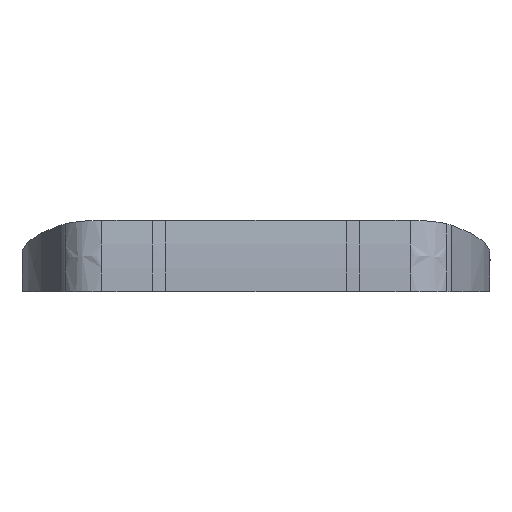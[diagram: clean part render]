
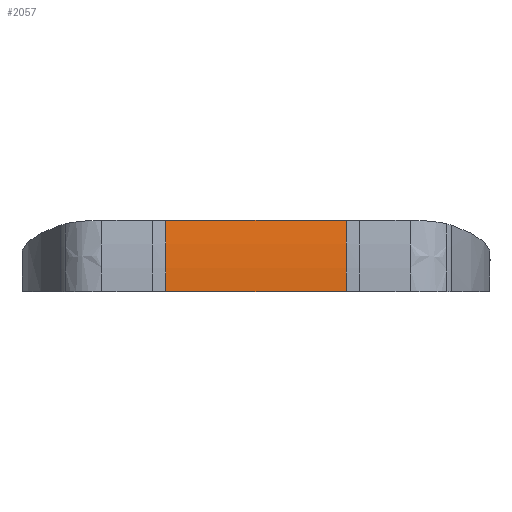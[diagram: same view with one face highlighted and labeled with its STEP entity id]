
A CAD part, front view. The second image highlights one B-rep face of the part: STEP entity #2057.
In plain terms, the highlighted cylindrical face has radius 93.202 mm (diameter 186.405 mm), a partial arc.
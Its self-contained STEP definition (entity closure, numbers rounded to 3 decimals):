
#195=LINE('',#6426,#227);
#196=LINE('',#6428,#228);
#227=VECTOR('',#2984,10.);
#228=VECTOR('',#2985,10.);
#245=CYLINDRICAL_SURFACE('',#2358,93.202);
#347=FACE_OUTER_BOUND('',#501,.T.);
#501=EDGE_LOOP('',(#1811,#1812,#1813,#1814));
#739=CIRCLE('',#2357,93.202);
#740=CIRCLE('',#2359,93.202);
#947=VERTEX_POINT('',#6401);
#948=VERTEX_POINT('',#6412);
#949=VERTEX_POINT('',#6425);
#950=VERTEX_POINT('',#6427);
#1249=EDGE_CURVE('',#947,#948,#739,.T.);
#1250=EDGE_CURVE('',#947,#949,#195,.T.);
#1251=EDGE_CURVE('',#950,#948,#196,.T.);
#1252=EDGE_CURVE('',#949,#950,#740,.T.);
#1811=ORIENTED_EDGE('',*,*,#1250,.F.);
#1812=ORIENTED_EDGE('',*,*,#1249,.T.);
#1813=ORIENTED_EDGE('',*,*,#1251,.F.);
#1814=ORIENTED_EDGE('',*,*,#1252,.F.);
#2057=ADVANCED_FACE('',(#347),#245,.T.);
#2357=AXIS2_PLACEMENT_3D('',#6423,#2980,#2981);
#2358=AXIS2_PLACEMENT_3D('',#6424,#2982,#2983);
#2359=AXIS2_PLACEMENT_3D('',#6429,#2986,#2987);
#2980=DIRECTION('center_axis',(-1.,0.,0.));
#2981=DIRECTION('ref_axis',(0.,-1.,0.));
#2982=DIRECTION('center_axis',(-1.,0.,0.));
#2983=DIRECTION('ref_axis',(0.,-1.,0.));
#2984=DIRECTION('',(-1.,0.,0.));
#2985=DIRECTION('',(1.,0.,0.));
#2986=DIRECTION('center_axis',(-1.,0.,0.));
#2987=DIRECTION('ref_axis',(0.,-1.,0.));
#6401=CARTESIAN_POINT('',(20.5,-193.202,0.));
#6412=CARTESIAN_POINT('',(20.5,-191.786,16.184));
#6423=CARTESIAN_POINT('Origin',(20.5,-100.,0.));
#6424=CARTESIAN_POINT('Origin',(0.,-100.,0.));
#6425=CARTESIAN_POINT('',(-20.5,-193.202,0.));
#6426=CARTESIAN_POINT('',(20.5,-193.202,0.));
#6427=CARTESIAN_POINT('',(-20.5,-191.786,16.184));
#6428=CARTESIAN_POINT('',(20.5,-191.786,16.184));
#6429=CARTESIAN_POINT('Origin',(-20.5,-100.,0.));
